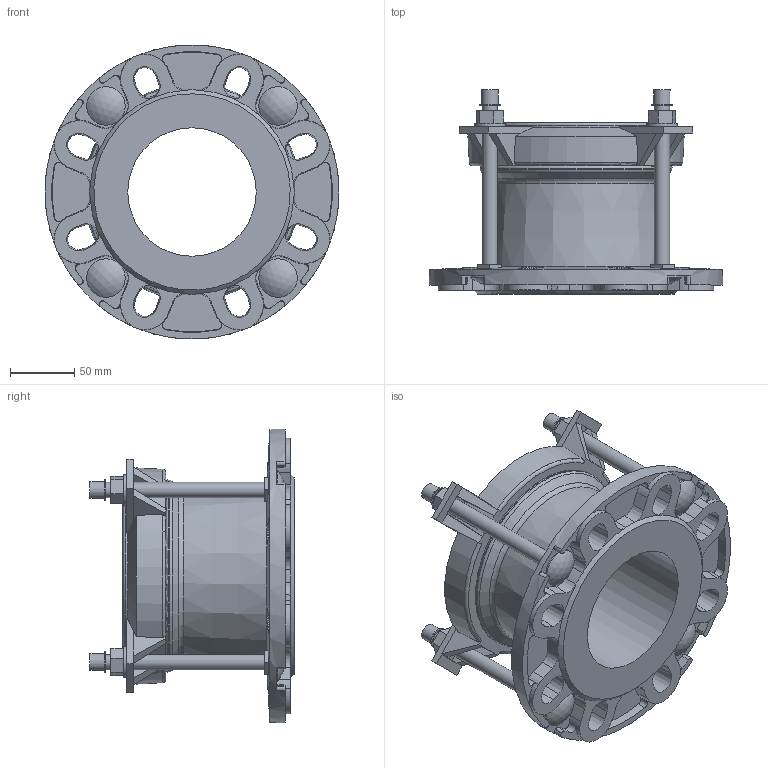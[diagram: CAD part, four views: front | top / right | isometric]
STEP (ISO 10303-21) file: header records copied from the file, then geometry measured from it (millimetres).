
FILE_DESCRIPTION (( 'STEP AP203' ), '1' );
FILE_NAME ('O_603_A_DN100_099-119mm_STEP.STEP', '2015-04-09T03:09:15', ( 'ken' ), ( '' ), 'SwSTEP 2.0', 'SolidWorks 2012', '' );
FILE_SCHEMA (( 'CONFIG_CONTROL_DESIGN' ));
Length unit declared in the file: millimetre
Products named in the file (1): O_603_A_DN100_099-119mm_STEP
Bounding box: 228.64 x 159 x 228.64 mm (x, y, z)
Volume: 1553737 mm3; surface area: 236309.8 mm2
Topology: 1 solids, 1 shells, 444 faces, 1223 edges, 781 vertices
Faces by surface type: plane 274, cone 104, cylinder 44, bspline 10, torus 8, sphere 4
Full cylindrical faces by diameter (mm): 12 x8, 13 x4, 16 x4, 24 x4, 100 x1, 132 x1, 150 x1, 229 x1
Entity records: 15567 total; most frequent: CARTESIAN_POINT 4470, ORIENTED_EDGE 2360, DIRECTION 2177, EDGE_CURVE 1180, AXIS2_PLACEMENT_3D 780, VERTEX_POINT 771, LINE 617, VECTOR 617
